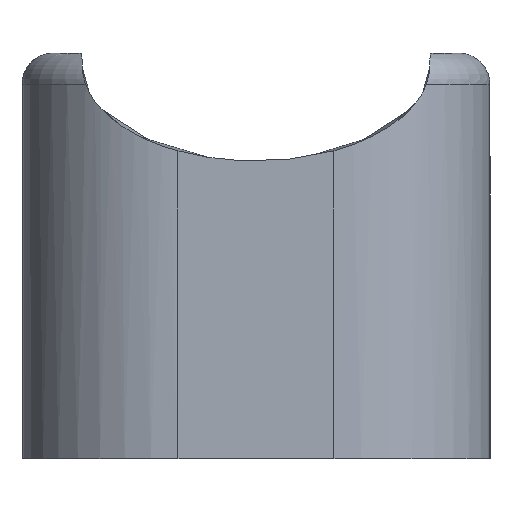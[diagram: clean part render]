
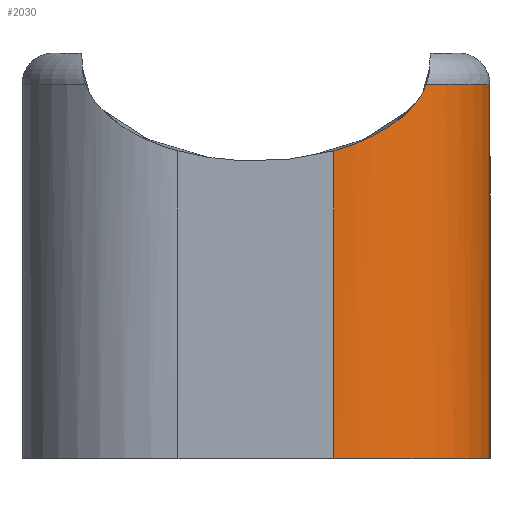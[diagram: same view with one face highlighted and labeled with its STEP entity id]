
A CAD part, left-side view. The second image highlights one B-rep face of the part: STEP entity #2030.
In plain terms, the highlighted cylindrical face has radius 12.7 mm (diameter 25.4 mm), a partial arc.
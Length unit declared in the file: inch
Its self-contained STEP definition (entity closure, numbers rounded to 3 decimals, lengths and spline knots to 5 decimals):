
#20 = AXIS2_PLACEMENT_3D ( 'NONE', #4417, #2136, #4800 ) ;
#34 = DIRECTION ( 'NONE',  ( 0., 0., -1. ) ) ;
#171 = CARTESIAN_POINT ( 'NONE',  ( -2.94684, -0.47564, 1.09923 ) ) ;
#214 = ORIENTED_EDGE ( 'NONE', *, *, #4216, .F. ) ;
#289 = CARTESIAN_POINT ( 'NONE',  ( -3., -0.25, 0. ) ) ;
#412 = CARTESIAN_POINT ( 'NONE',  ( -3., -0.25, 0.98713 ) ) ;
#413 = CARTESIAN_POINT ( 'NONE',  ( -2.90299, -0.54597, 1.2 ) ) ;
#549 = CARTESIAN_POINT ( 'NONE',  ( -2.92309, -0.51663, 1.14492 ) ) ;
#591 = CIRCLE ( 'NONE', #4291, 0.5 ) ;
#939 = CARTESIAN_POINT ( 'NONE',  ( -2.90688, -0.54067, 1.18508 ) ) ;
#1031 = AXIS2_PLACEMENT_3D ( 'NONE', #3846, #1961, #2335 ) ;
#1179 = VERTEX_POINT ( 'NONE', #289 ) ;
#1254 = ORIENTED_EDGE ( 'NONE', *, *, #3003, .F. ) ;
#1359 = B_SPLINE_CURVE_WITH_KNOTS ( 'NONE', 3,
 ( #3597, #3968, #3980, #1705, #4362, #2084, #4740, #2469, #171, #2861, #549, #3233, #939, #3611 ),
 .UNSPECIFIED., .F., .F.,
 ( 4, 2, 2, 2, 2, 2, 4 ),
 ( 0., 0.00247, 0.00371, 0.00495, 0.00742, 0.00866, 0.0099 ),
 .UNSPECIFIED. ) ;
#1532 = VECTOR ( 'NONE', #34, 39.37008 ) ;
#1705 = CARTESIAN_POINT ( 'NONE',  ( -2.98875, -0.35651, 1.02546 ) ) ;
#1755 = VECTOR ( 'NONE', #4764, 39.37008 ) ;
#1805 = EDGE_CURVE ( 'NONE', #1179, #3947, #3913, .T. ) ;
#1812 = DIRECTION ( 'NONE',  ( 1., 0., 0. ) ) ;
#1922 = EDGE_CURVE ( 'NONE', #4489, #2890, #2790, .T. ) ;
#1961 = DIRECTION ( 'NONE',  ( 0., 0., -1. ) ) ;
#2030 = ADVANCED_FACE ( 'NONE', ( #4429 ), #3452, .T. ) ;
#2075 = CARTESIAN_POINT ( 'NONE',  ( -3., -0.25, 1.375 ) ) ;
#2084 = CARTESIAN_POINT ( 'NONE',  ( -2.97745, -0.39917, 1.04709 ) ) ;
#2136 = DIRECTION ( 'NONE',  ( 0., 0., -1. ) ) ;
#2335 = DIRECTION ( 'NONE',  ( -1., 0., 0. ) ) ;
#2394 = ORIENTED_EDGE ( 'NONE', *, *, #1922, .T. ) ;
#2469 = CARTESIAN_POINT ( 'NONE',  ( -2.95828, -0.45187, 1.08035 ) ) ;
#2719 = CARTESIAN_POINT ( 'NONE',  ( -2.5, -0.75, 1.375 ) ) ;
#2790 = CIRCLE ( 'NONE', #20, 0.5 ) ;
#2861 = CARTESIAN_POINT ( 'NONE',  ( -2.92908, -0.50697, 1.13283 ) ) ;
#2890 = VERTEX_POINT ( 'NONE', #413 ) ;
#3003 = EDGE_CURVE ( 'NONE', #4489, #3218, #3653, .T. ) ;
#3218 = VERTEX_POINT ( 'NONE', #4147 ) ;
#3233 = CARTESIAN_POINT ( 'NONE',  ( -2.91204, -0.53342, 1.17091 ) ) ;
#3281 = EDGE_LOOP ( 'NONE', ( #1254, #2394, #214, #4127, #3612 ) ) ;
#3452 = CYLINDRICAL_SURFACE ( 'NONE', #1031, 0.5 ) ;
#3553 = CARTESIAN_POINT ( 'NONE',  ( -2.5, -0.75, 1.2 ) ) ;
#3597 = CARTESIAN_POINT ( 'NONE',  ( -3., -0.25, 0.98713 ) ) ;
#3611 = CARTESIAN_POINT ( 'NONE',  ( -2.90299, -0.54597, 1.2 ) ) ;
#3612 = ORIENTED_EDGE ( 'NONE', *, *, #4346, .F. ) ;
#3653 = LINE ( 'NONE', #2719, #1532 ) ;
#3846 = CARTESIAN_POINT ( 'NONE',  ( -2.5, -0.25, 1.375 ) ) ;
#3913 = LINE ( 'NONE', #2075, #1755 ) ;
#3947 = VERTEX_POINT ( 'NONE', #412 ) ;
#3968 = CARTESIAN_POINT ( 'NONE',  ( -3., -0.28172, 0.99597 ) ) ;
#3980 = CARTESIAN_POINT ( 'NONE',  ( -2.997, -0.31233, 1.00655 ) ) ;
#4089 = DIRECTION ( 'NONE',  ( 0., 0., -1. ) ) ;
#4127 = ORIENTED_EDGE ( 'NONE', *, *, #1805, .F. ) ;
#4147 = CARTESIAN_POINT ( 'NONE',  ( -2.5, -0.75, 0. ) ) ;
#4216 = EDGE_CURVE ( 'NONE', #3947, #2890, #1359, .T. ) ;
#4291 = AXIS2_PLACEMENT_3D ( 'NONE', #4565, #4089, #1812 ) ;
#4346 = EDGE_CURVE ( 'NONE', #3218, #1179, #591, .T. ) ;
#4362 = CARTESIAN_POINT ( 'NONE',  ( -2.98537, -0.37094, 1.03227 ) ) ;
#4417 = CARTESIAN_POINT ( 'NONE',  ( -2.5, -0.25, 1.2 ) ) ;
#4429 = FACE_OUTER_BOUND ( 'NONE', #3281, .T. ) ;
#4489 = VERTEX_POINT ( 'NONE', #3553 ) ;
#4565 = CARTESIAN_POINT ( 'NONE',  ( -2.5, -0.25, 0. ) ) ;
#4740 = CARTESIAN_POINT ( 'NONE',  ( -2.97295, -0.41283, 1.05503 ) ) ;
#4764 = DIRECTION ( 'NONE',  ( 0., 0., 1. ) ) ;
#4800 = DIRECTION ( 'NONE',  ( 1., 0., 0. ) ) ;
